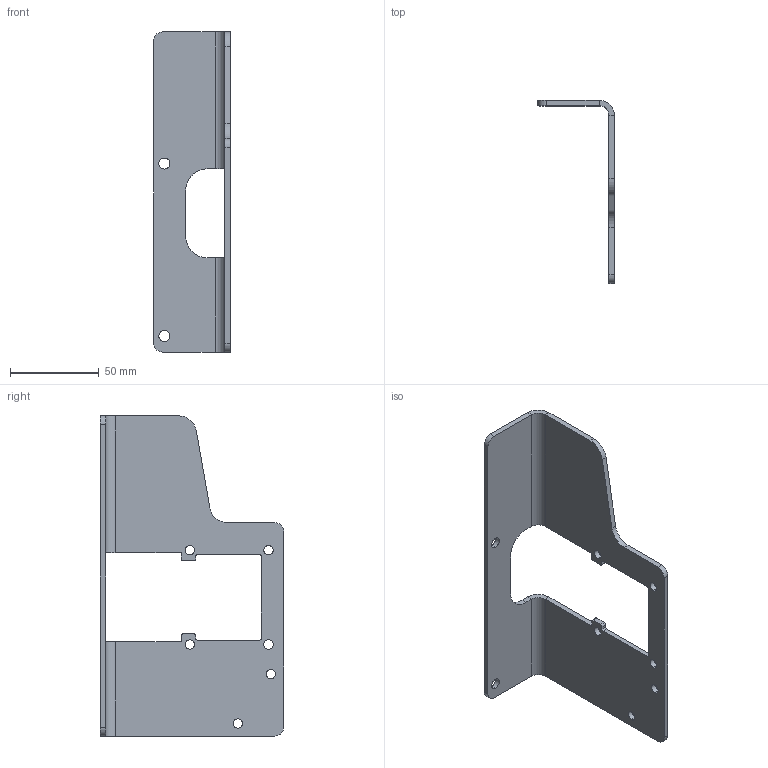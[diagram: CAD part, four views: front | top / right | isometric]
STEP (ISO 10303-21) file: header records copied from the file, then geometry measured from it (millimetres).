
FILE_DESCRIPTION (( 'STEP AP203' ), '1' );
FILE_NAME ('support_bobine_f500-2.STEP', '2019-05-30T10:18:48', ( '' ), ( '' ), 'SwSTEP 2.0', 'SolidWorks 2015', '' );
FILE_SCHEMA (( 'CONFIG_CONTROL_DESIGN' ));
Length unit declared in the file: millimetre
Products named in the file (1): support_bobine_f500-2
Bounding box: 43 x 103 x 180 mm (x, y, z)
Volume: 51016.7 mm3; surface area: 37228.2 mm2
Topology: 1 solids, 1 shells, 66 faces, 182 edges, 116 vertices
Faces by surface type: cylinder 36, plane 30
Entity records: 2223 total; most frequent: DIRECTION 388, CARTESIAN_POINT 365, ORIENTED_EDGE 364, EDGE_CURVE 182, AXIS2_PLACEMENT_3D 139, VERTEX_POINT 116, VECTOR 110, LINE 110
